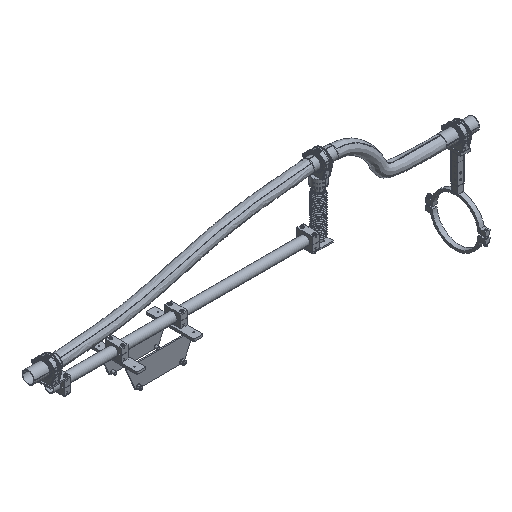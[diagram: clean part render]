
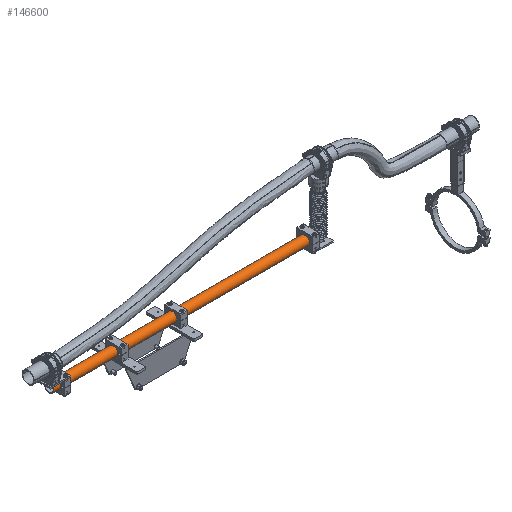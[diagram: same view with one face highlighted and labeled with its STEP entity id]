
A CAD part, isometric view. The second image highlights one B-rep face of the part: STEP entity #146600.
In plain terms, the highlighted cylindrical face has radius 20 mm (diameter 40 mm), a partial arc.
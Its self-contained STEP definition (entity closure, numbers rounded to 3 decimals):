
#606 = LINE ( 'NONE', #47215, #57885 ) ;
#1589 = CARTESIAN_POINT ( 'NONE',  ( -100., -18.508, 2508.332 ) ) ;
#12528 = CARTESIAN_POINT ( 'NONE',  ( 1050., -18.508, 2508.332 ) ) ;
#22050 = VERTEX_POINT ( 'NONE', #12528 ) ;
#22143 = CARTESIAN_POINT ( 'NONE',  ( -100., -1., 2518. ) ) ;
#23620 = DIRECTION ( 'NONE',  ( -1., 0., 0. ) ) ;
#26199 = VERTEX_POINT ( 'NONE', #33728 ) ;
#32255 = AXIS2_PLACEMENT_3D ( 'NONE', #118364, #141628, #97249 ) ;
#33728 = CARTESIAN_POINT ( 'NONE',  ( 1050., 16.508, 2527.668 ) ) ;
#37227 = EDGE_CURVE ( 'NONE', #37719, #133368, #53887, .T. ) ;
#37719 = VERTEX_POINT ( 'NONE', #1589 ) ;
#42700 = EDGE_CURVE ( 'NONE', #22050, #26199, #108019, .T. ) ;
#43918 = VECTOR ( 'NONE', #101461, 1000. ) ;
#44614 = EDGE_CURVE ( 'NONE', #37719, #22050, #606, .T. ) ;
#45152 = ORIENTED_EDGE ( 'NONE', *, *, #37227, .F. ) ;
#47215 = CARTESIAN_POINT ( 'NONE',  ( -100., -18.508, 2508.332 ) ) ;
#53887 = CIRCLE ( 'NONE', #137888, 20. ) ;
#55593 = LINE ( 'NONE', #89419, #43918 ) ;
#57517 = FACE_OUTER_BOUND ( 'NONE', #146112, .T. ) ;
#57885 = VECTOR ( 'NONE', #93081, 1000. ) ;
#80697 = DIRECTION ( 'NONE',  ( 0., 0.875, 0.483 ) ) ;
#87979 = ORIENTED_EDGE ( 'NONE', *, *, #44614, .T. ) ;
#89419 = CARTESIAN_POINT ( 'NONE',  ( -100., 16.508, 2527.668 ) ) ;
#93081 = DIRECTION ( 'NONE',  ( 1., 0., 0. ) ) ;
#97249 = DIRECTION ( 'NONE',  ( 0., -0.875, -0.483 ) ) ;
#101410 = DIRECTION ( 'NONE',  ( 0., 0.875, 0.483 ) ) ;
#101461 = DIRECTION ( 'NONE',  ( 1., 0., 0. ) ) ;
#101919 = CYLINDRICAL_SURFACE ( 'NONE', #32255, 20. ) ;
#103302 = AXIS2_PLACEMENT_3D ( 'NONE', #138911, #147273, #101410 ) ;
#108019 = CIRCLE ( 'NONE', #103302, 20. ) ;
#110429 = ORIENTED_EDGE ( 'NONE', *, *, #42700, .T. ) ;
#113725 = EDGE_CURVE ( 'NONE', #133368, #26199, #55593, .T. ) ;
#115961 = ORIENTED_EDGE ( 'NONE', *, *, #113725, .F. ) ;
#118364 = CARTESIAN_POINT ( 'NONE',  ( -100., -1., 2518. ) ) ;
#129316 = CARTESIAN_POINT ( 'NONE',  ( -100., 16.508, 2527.668 ) ) ;
#133368 = VERTEX_POINT ( 'NONE', #129316 ) ;
#137888 = AXIS2_PLACEMENT_3D ( 'NONE', #22143, #23620, #80697 ) ;
#138911 = CARTESIAN_POINT ( 'NONE',  ( 1050., -1., 2518. ) ) ;
#141628 = DIRECTION ( 'NONE',  ( 1., 0., 0. ) ) ;
#146112 = EDGE_LOOP ( 'NONE', ( #115961, #45152, #87979, #110429 ) ) ;
#146600 = ADVANCED_FACE ( 'NONE', ( #57517 ), #101919, .T. ) ;
#147273 = DIRECTION ( 'NONE',  ( -1., 0., 0. ) ) ;
